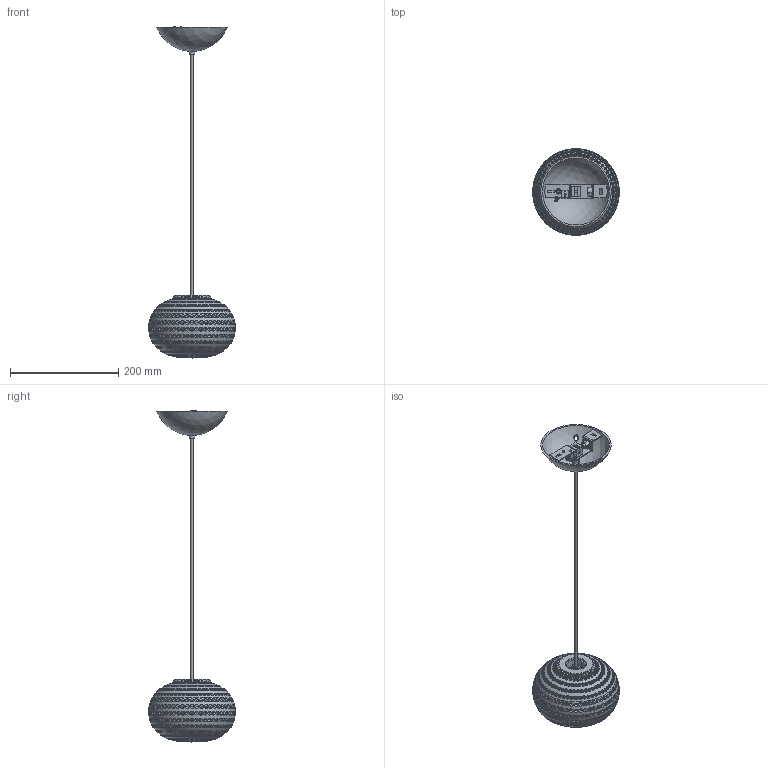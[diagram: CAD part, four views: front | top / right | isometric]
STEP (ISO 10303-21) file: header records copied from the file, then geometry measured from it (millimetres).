
FILE_DESCRIPTION(/* description */ (''),/* implementation_level */ '2;1');
FILE_NAME(/* name */ 'F430680150BILE.stp',/* time_stamp */ '2020-01-17T14:39:20+01:00',/* author */ ('sghezzi'),/* organization */ (''),/* preprocessor_version */ 'ST-DEVELOPER v17.2',/* originating_system */ 'Autodesk Inventor 2019',/* authorisation */ '');
FILE_SCHEMA (('AUTOMOTIVE_DESIGN { 1 0 10303 214 3 1 1 }'));
Length unit declared in the file: millimetre
Products named in the file (30): 4306-0_LAMP SOSP BIANCA D160 LED 7W 230V; V4306.0; 002430605_VETRO_BIANCA_160; 0074308XX; 065007451_Vite M3x16 TCb+ZnBi; 0074308X5; 003430620_GOMMINO PER LINGUETTA BIANCA D490; M4306-0_MONT SOSP BIANCA D160 LED 7W 230V; 0074306X1; 0074308X1; 007429504-; LED 005429700; DIN 84 - M2,5 x 6; 0074308X6; GHIERA DI BLOCCO; 003430820_DIFFUSORE PLASTICO LED BIANCA D160 TRASP; DIN 913 - M3 x 6; Assieme Rosone MC Donald; 007600246_CAVALLOTTO_MC Donald; 003419604 per MC Donald; Cilindro fissaggio rosone MC Donald; 058007100_MORSETTIERA_2P_; JIS B 1111 - A M3 x 12 - H; 1; ASME B18.21.2M - 4,2 - Tipo A; JIS B 1111 - A M4 x 6 - H; Vite plastica m5X22 cLOCHE MC Donald; 006510070_BLOCCACAVO_PTr5100-7-8-011_ST; 060009000_DADO_ES_M10X1_H3_L13_ZnBi; CAVO_ELETTRICO
Assembly tree (38 placements, depth 4):
  4306-0_LAMP SOSP BIANCA D160 LED 7W 230V
    V4306.0
      002430605_VETRO_BIANCA_160
      0074308XX
      065007451_Vite M3x16 TCb+ZnBi  x3
      0074308X5  x3
      003430620_GOMMINO PER LINGUETTA BIANCA D490  x3
    M4306-0_MONT SOSP BIANCA D160 LED 7W 230V
      0074306X1
        0074308X1
      007429504-
      LED 005429700
      DIN 84 - M2,5 x 6  x2
      0074308X6
      GHIERA DI BLOCCO
      003430820_DIFFUSORE PLASTICO LED BIANCA D160 TRASP
      DIN 913 - M3 x 6  x2
    Assieme Rosone MC Donald
      007600246_CAVALLOTTO_MC Donald
      003419604 per MC Donald
      Cilindro fissaggio rosone MC Donald
      058007100_MORSETTIERA_2P_
      JIS B 1111 - A M3 x 12 - H
      ASME B18.21.2M - 4,2 - Tipo A  x2
      1
      JIS B 1111 - A M4 x 6 - H
      Vite plastica m5X22 cLOCHE MC Donald
      006510070_BLOCCACAVO_PTr5100-7-8-011_ST
      060009000_DADO_ES_M10X1_H3_L13_ZnBi
    CAVO_ELETTRICO
Bounding box: 159.6 x 159.6 x 612.3 mm (x, y, z)
Volume: 356119 mm3; surface area: 233279.3 mm2
Topology: 90 solids, 90 shells, 2520 faces, 5508 edges, 3838 vertices
Faces by surface type: plane 1233, bspline 906, cylinder 208, cone 120, sphere 31, torus 22
Full cylindrical faces by diameter (mm): 0.001 x1, 2 x2, 2.1 x2, 2.256 x2, 2.3 x1, 2.5 x8, 2.693 x1, 3 x10, 3.2 x5, 3.5 x2, 3.571 x1, 4 x2, 4.3 x1, 4.47 x2, 4.5 x5, 4.7 x1, 4.8 x1, 5 x4, 5.2 x1, 5.6 x3, 6 x3, 6.5 x1, 7 x1, 7.2 x1, 7.5 x1, 8 x1, 8.376 x1, 10 x5, 10.2 x1, 10.7 x1
Entity records: 160093 total; most frequent: CARTESIAN_POINT 114046, ORIENTED_EDGE 9880, DIRECTION 7660, EDGE_CURVE 4940, VERTEX_POINT 3487, AXIS2_PLACEMENT_3D 3413, EDGE_LOOP 3013, FACE_OUTER_BOUND 2275
